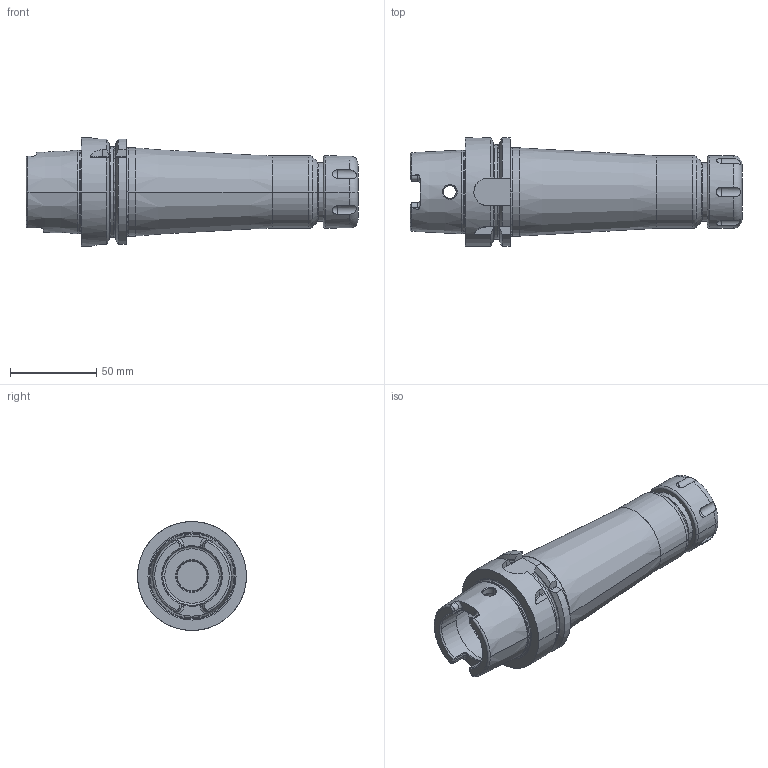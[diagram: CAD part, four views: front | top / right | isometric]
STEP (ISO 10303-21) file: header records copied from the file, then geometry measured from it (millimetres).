
FILE_DESCRIPTION((''),'2;1');
FILE_NAME('A63-022-25-3_ASM','2013-05-29T',('mei'),(''),'PRO/ENGINEER BY PARAMETRIC TECHNOLOGY CORPORATION, 2010430','PRO/ENGINEER BY PARAMETRIC TECHNOLOGY CORPORATION, 2010430','');
FILE_SCHEMA(('CONFIG_CONTROL_DESIGN'));
Length unit declared in the file: millimetre
Products named in the file (3): A63-022-25-3; 83-914-25; A63-022-25-3_ASM
Assembly tree (2 placements, depth 2):
  A63-022-25-3_ASM
    A63-022-25-3
    83-914-25
Bounding box: 192 x 63 x 63 mm (x, y, z)
Volume: 278118.1 mm3; surface area: 47449.2 mm2
Topology: 2 solids, 3 shells, 256 faces, 641 edges, 390 vertices
Faces by surface type: cylinder 79, plane 66, cone 53, torus 42, bspline 8, sphere 6, extrusion 2
Entity records: 9104 total; most frequent: CARTESIAN_POINT 2988, DIRECTION 1283, ORIENTED_EDGE 1274, EDGE_CURVE 639, AXIS2_PLACEMENT_3D 522, VERTEX_POINT 390, CIRCLE 269, EDGE_LOOP 265
